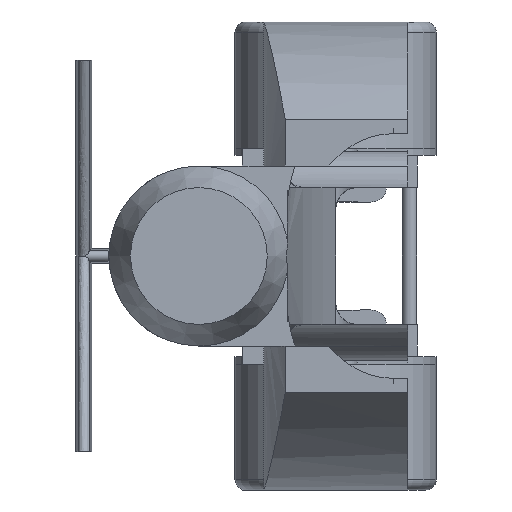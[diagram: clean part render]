
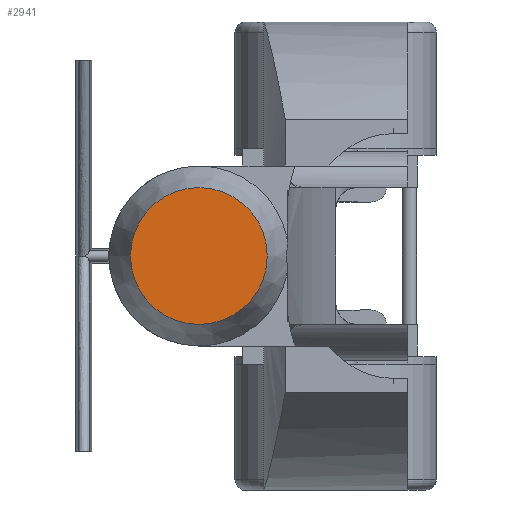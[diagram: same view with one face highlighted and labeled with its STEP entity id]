
A CAD part, left-side view. The second image highlights one B-rep face of the part: STEP entity #2941.
In plain terms, the highlighted planar face has unit normal (-1, 0, 0).
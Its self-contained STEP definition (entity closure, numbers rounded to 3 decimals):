
#228=PLANE('',#3225);
#834=FACE_OUTER_BOUND('',#1002,.T.);
#1002=EDGE_LOOP('',(#2553));
#1159=CIRCLE('',#3226,9.5);
#1428=VERTEX_POINT('',#6344);
#1835=EDGE_CURVE('',#1428,#1428,#1159,.T.);
#2553=ORIENTED_EDGE('',*,*,#1835,.F.);
#2941=ADVANCED_FACE('',(#834),#228,.F.);
#3225=AXIS2_PLACEMENT_3D('',#6343,#3921,#3922);
#3226=AXIS2_PLACEMENT_3D('',#6345,#3923,#3924);
#3921=DIRECTION('center_axis',(1.,0.,0.));
#3922=DIRECTION('ref_axis',(0.,0.,-1.));
#3923=DIRECTION('center_axis',(1.,0.,0.));
#3924=DIRECTION('ref_axis',(0.,1.,0.));
#6343=CARTESIAN_POINT('Origin',(50.,29.,4.75));
#6344=CARTESIAN_POINT('',(50.,19.5,0.));
#6345=CARTESIAN_POINT('Origin',(50.,29.,0.));
